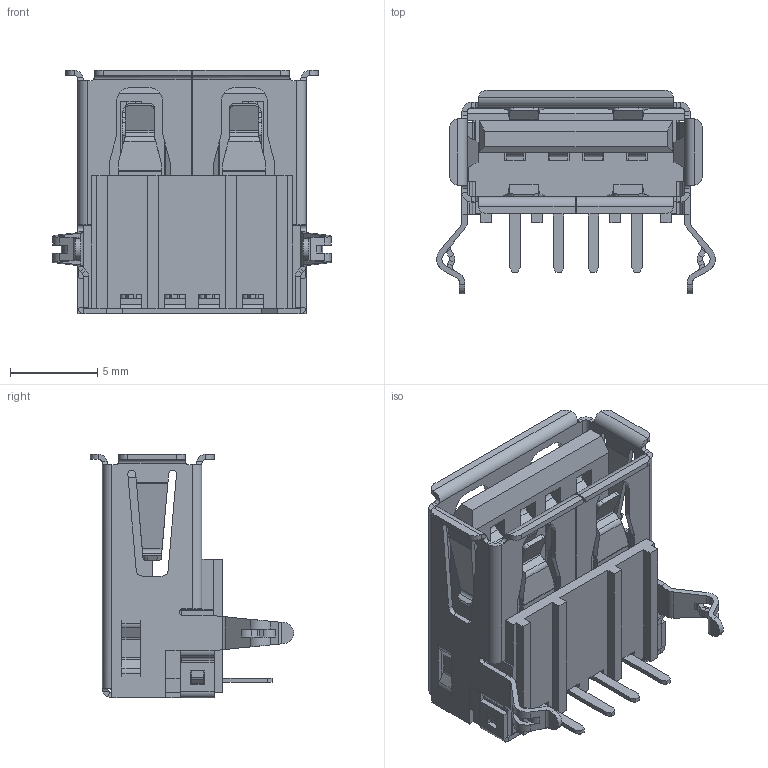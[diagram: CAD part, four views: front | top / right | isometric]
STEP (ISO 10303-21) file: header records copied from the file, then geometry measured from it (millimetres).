
FILE_DESCRIPTION(/* description */ (''),/* implementation_level */ '2;1');
FILE_NAME(/* name */ 'TEST-3D-USB-A.step',/* time_stamp */ '2022-04-29T21:44:37+03:00',/* author */ (''),/* organization */ (''),/* preprocessor_version */ 'ST-DEVELOPER v18.1',/* originating_system */ 'Autodesk Translation Framework v10.14.0.1471',/* authorisation */ '');
FILE_SCHEMA (('AUTOMOTIVE_DESIGN { 1 0 10303 214 3 1 1 }'));
Length unit declared in the file: millimetre
Products named in the file (3): (Unsaved); 61400416021 shell; test
Assembly tree (2 placements, depth 2):
  (Unsaved)
    61400416021 shell
    test
Bounding box: 16 x 11.7 x 14 mm (x, y, z)
Volume: 556.5 mm3; surface area: 2136.7 mm2
Topology: 12 solids, 12 shells, 878 faces, 2343 edges, 1472 vertices
Faces by surface type: plane 632, cylinder 244, bspline 2
Entity records: 27297 total; most frequent: CARTESIAN_POINT 5002, ORIENTED_EDGE 4686, DIRECTION 4577, EDGE_CURVE 2343, LINE 1803, VECTOR 1803, VERTEX_POINT 1472, AXIS2_PLACEMENT_3D 1387
